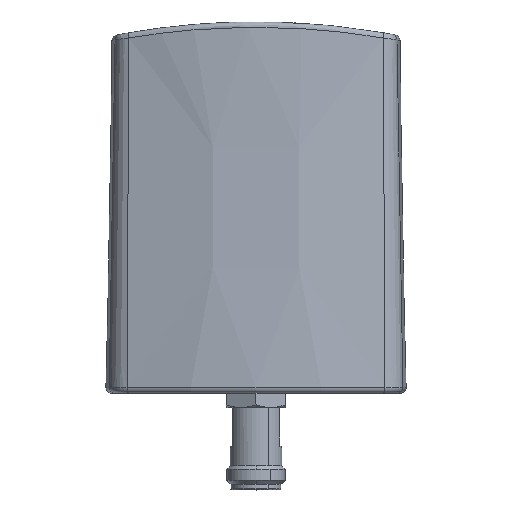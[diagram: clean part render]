
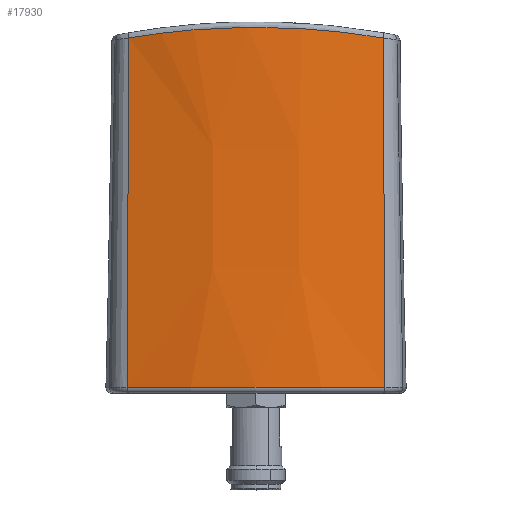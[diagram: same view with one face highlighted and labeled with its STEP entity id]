
A CAD part, top view. The second image highlights one B-rep face of the part: STEP entity #17930.
In plain terms, the highlighted conical face has half-angle 1 degrees and reference radius 120 mm.
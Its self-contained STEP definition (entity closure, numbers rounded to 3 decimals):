
#15870=CARTESIAN_POINT('',(1.526,-34.743,
29.869));
#15880=VERTEX_POINT('',#15870);
#15910=CARTESIAN_POINT('',(51.335,-34.491,29.037));
#15920=DIRECTION('',(-1.,-0.005,
0.017));
#15930=VECTOR('',#15920,1.);
#15940=LINE('',#15910,#15930);
#15950=CARTESIAN_POINT('',(95.621,-34.267,
28.297));
#15960=VERTEX_POINT('',#15950);
#15970=EDGE_CURVE('',#15960,#15880,#15940,.T.);
#16460=CARTESIAN_POINT('',(1.526,34.743,
29.869));
#16470=VERTEX_POINT('',#16460);
#16740=CARTESIAN_POINT('',(1.526,0.,-85.));
#16750=DIRECTION('',(-1.,0.,0.));
#16760=DIRECTION('',(0.,1.,0.));
#16770=AXIS2_PLACEMENT_3D('',#16740,#16750,#16760);
#16780=CIRCLE('',#16770,120.008);
#16790=EDGE_CURVE('',#15880,#16470,#16780,.T.);
#17230=CARTESIAN_POINT('',(49.522,34.5,29.067));
#17240=DIRECTION('',(-1.,0.005,
0.017));
#17250=VECTOR('',#17240,1.);
#17260=LINE('',#17230,#17250);
#17270=CARTESIAN_POINT('',(95.621,34.267,
28.297));
#17280=VERTEX_POINT('',#17270);
#17290=EDGE_CURVE('',#17280,#16470,#17260,.T.);
#17660=CARTESIAN_POINT('',(2.,0.,-85.));
#17670=DIRECTION('',(-1.,0.,0.));
#17680=DIRECTION('',(0.,1.,0.));
#17690=AXIS2_PLACEMENT_3D('',#17660,#17670,#17680);
#17700=CONICAL_SURFACE('',#17690,120.,0.017);
#17710=ORIENTED_EDGE('',*,*,#15970,.F.);
#17720=ORIENTED_EDGE('',*,*,#16790,.F.);
#17730=ORIENTED_EDGE('',*,*,#17290,.T.);
#17740=CARTESIAN_POINT('',(95.621,-34.267,
28.297));
#17750=CARTESIAN_POINT('',(95.632,-34.202,
28.316));
#17760=CARTESIAN_POINT('',(95.643,-34.138,
28.336));
#17770=CARTESIAN_POINT('',(96.153,-31.136,
29.229));
#17780=CARTESIAN_POINT('',(96.593,-28.156,
29.992));
#17790=CARTESIAN_POINT('',(97.99,-16.925,
32.409));
#17800=CARTESIAN_POINT('',(98.525,-8.495,
33.313));
#17810=CARTESIAN_POINT('',(98.527,8.432,
33.317));
#17820=CARTESIAN_POINT('',(97.996,16.862,
32.418));
#17830=CARTESIAN_POINT('',(96.599,28.116,
30.003));
#17840=CARTESIAN_POINT('',(96.156,31.116,
29.235));
#17850=CARTESIAN_POINT('',(95.643,34.138,
28.336));
#17860=CARTESIAN_POINT('',(95.632,34.202,
28.316));
#17870=CARTESIAN_POINT('',(95.621,34.267,
28.297));
#17880=B_SPLINE_CURVE_WITH_KNOTS('',3,(#17740,#17750,#17760,#17770,
#17780,#17790,#17800,#17810,#17820,#17830,#17840,#17850,#17860,#17870),
.UNSPECIFIED.,.F.,.F.,(4,2,2,2,2,2,4),(0.,0.205,
9.497,34.793,60.09,69.444,
69.649),.UNSPECIFIED.);
#17890=EDGE_CURVE('',#15960,#17280,#17880,.T.);
#17900=ORIENTED_EDGE('',*,*,#17890,.T.);
#17910=EDGE_LOOP('',(#17900,#17730,#17720,#17710));
#17920=FACE_OUTER_BOUND('',#17910,.T.);
#17930=ADVANCED_FACE('',(#17920),#17700,.T.);
